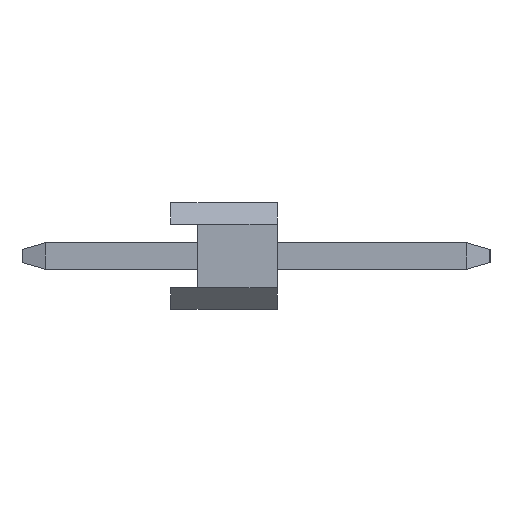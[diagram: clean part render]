
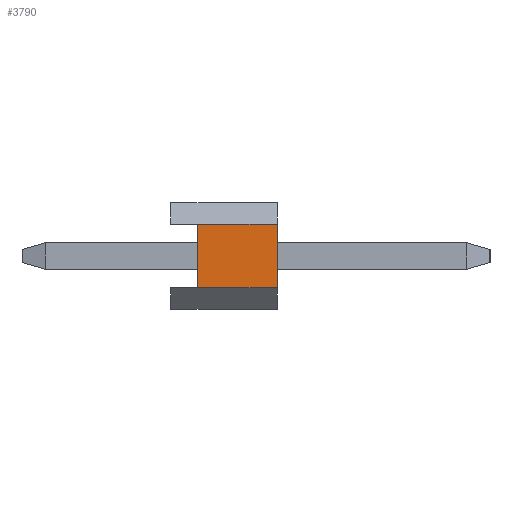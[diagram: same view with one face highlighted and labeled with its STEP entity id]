
A CAD part, left-side view. The second image highlights one B-rep face of the part: STEP entity #3790.
In plain terms, the highlighted planar face has unit normal (-1, 0, 0).
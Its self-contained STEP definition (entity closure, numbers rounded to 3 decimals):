
#2846=VERTEX_POINT('',#7585);
#3008=EDGE_CURVE('',#3108,#2846,#7761,.T.);
#3108=VERTEX_POINT('',#7872);
#3790=ADVANCED_FACE('',(#8628),#8629,.T.);
#4490=EDGE_CURVE('',#2846,#5476,#9391,.T.);
#4906=VERTEX_POINT('',#9856);
#5476=VERTEX_POINT('',#10499);
#5854=EDGE_CURVE('',#4906,#3108,#10935,.T.);
#6406=EDGE_CURVE('',#4906,#5476,#11549,.T.);
#7585=CARTESIAN_POINT('',(-15.975,-2.0,-0.6));
#7761=LINE('',#13307,#13308);
#7872=CARTESIAN_POINT('',(-15.975,-0.5,-0.6));
#8628=FACE_OUTER_BOUND('',#14533,.T.);
#8629=PLANE('',#14534);
#9391=LINE('',#15641,#15642);
#9856=CARTESIAN_POINT('',(-15.975,-0.5,0.6));
#10499=CARTESIAN_POINT('',(-15.975,-2.0,0.6));
#10935=LINE('',#17869,#17870);
#11549=LINE('',#18755,#18756);
#13307=CARTESIAN_POINT('',(-15.975,0.,-0.6));
#13308=VECTOR('',#20411,1.0);
#14533=EDGE_LOOP('',(#21286,#21287,#21288,#21289));
#14534=AXIS2_PLACEMENT_3D('',#21290,#21291,#21292);
#15641=CARTESIAN_POINT('',(-15.975,-2.0,-0.6));
#15642=VECTOR('',#21971,1.0);
#17869=CARTESIAN_POINT('',(-15.975,-0.5,-0.3));
#17870=VECTOR('',#23826,1.0);
#18755=CARTESIAN_POINT('',(-15.975,0.,0.6));
#18756=VECTOR('',#24463,1.0);
#20411=DIRECTION('',(0.0,-1.0,0.));
#21286=ORIENTED_EDGE('',*,*,#5854,.T.);
#21287=ORIENTED_EDGE('',*,*,#3008,.T.);
#21288=ORIENTED_EDGE('',*,*,#4490,.T.);
#21289=ORIENTED_EDGE('',*,*,#6406,.F.);
#21290=CARTESIAN_POINT('',(-15.975,0.,-0.6));
#21291=DIRECTION('',(-1.0,0.0,0.0));
#21292=DIRECTION('',(0.0,0.,-1.0));
#21971=DIRECTION('',(0.0,0.,1.0));
#23826=DIRECTION('',(0.0,0.,-1.0));
#24463=DIRECTION('',(0.0,-1.0,0.));
